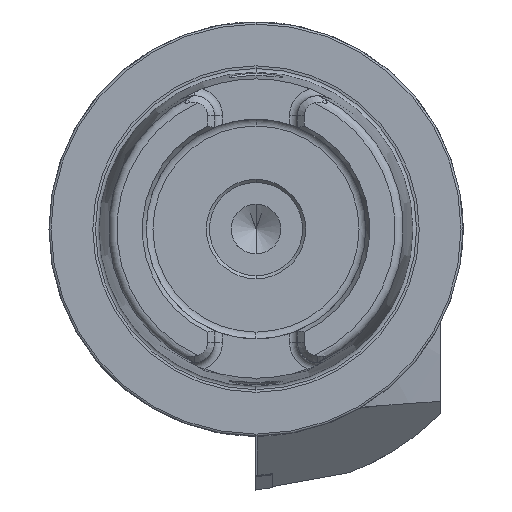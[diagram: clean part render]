
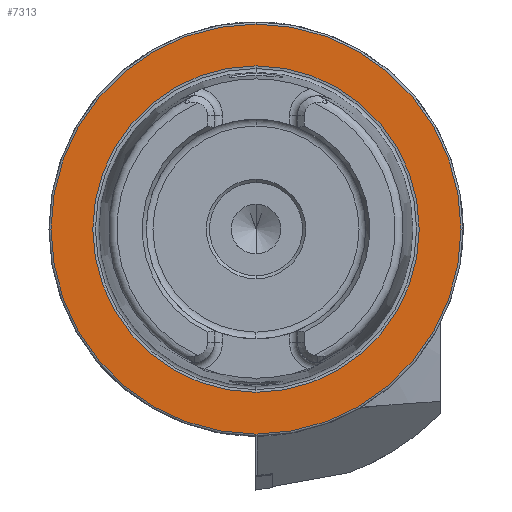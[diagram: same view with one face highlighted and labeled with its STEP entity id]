
A CAD part, left-side view. The second image highlights one B-rep face of the part: STEP entity #7313.
In plain terms, the highlighted planar face has unit normal (-1, 0, 0).
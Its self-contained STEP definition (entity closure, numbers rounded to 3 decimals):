
#432 = ORIENTED_EDGE ( 'NONE', *, *, #10984, .F. ) ;
#468 = EDGE_LOOP ( 'NONE', ( #664, #577 ) ) ;
#485 = EDGE_LOOP ( 'NONE', ( #432, #629 ) ) ;
#577 = ORIENTED_EDGE ( 'NONE', *, *, #10985, .T. ) ;
#629 = ORIENTED_EDGE ( 'NONE', *, *, #3761, .F. ) ;
#664 = ORIENTED_EDGE ( 'NONE', *, *, #3722, .T. ) ;
#1446 = AXIS2_PLACEMENT_3D ( 'NONE', #2573, #2568, #2567 ) ;
#1901 = AXIS2_PLACEMENT_3D ( 'NONE', #3135, #3136, #3137 ) ;
#1909 = AXIS2_PLACEMENT_3D ( 'NONE', #3131, #3132, #3133 ) ;
#2567 = DIRECTION ( 'NONE',  ( 0., 0., -1. ) ) ;
#2568 = DIRECTION ( 'NONE',  ( 1., 0., 0. ) ) ;
#2570 = PLANE ( 'NONE',  #1446 ) ;
#2573 = CARTESIAN_POINT ( 'NONE',  ( 0., 49.5, 0. ) ) ;
#3131 = CARTESIAN_POINT ( 'NONE',  ( 0., 0., 0. ) ) ;
#3132 = DIRECTION ( 'NONE',  ( -1., 0., 0. ) ) ;
#3133 = DIRECTION ( 'NONE',  ( 0., 0., 1. ) ) ;
#3135 = CARTESIAN_POINT ( 'NONE',  ( 0., 0., 0. ) ) ;
#3136 = DIRECTION ( 'NONE',  ( -1., 0., 0. ) ) ;
#3137 = DIRECTION ( 'NONE',  ( 0., 0., 1. ) ) ;
#3173 = CARTESIAN_POINT ( 'NONE',  ( 0., 0., -49.5 ) ) ;
#3175 = CARTESIAN_POINT ( 'NONE',  ( 0., 0., 49.5 ) ) ;
#3560 = CIRCLE ( 'NONE', #1901, 49.5 ) ;
#3561 = CIRCLE ( 'NONE', #1909, 39.405 ) ;
#3722 = EDGE_CURVE ( 'NONE', #11077, #11075, #5210, .T. ) ;
#3761 = EDGE_CURVE ( 'NONE', #9941, #10002, #7520, .T. ) ;
#4176 = FACE_BOUND ( 'NONE', #485, .T. ) ;
#4181 = FACE_OUTER_BOUND ( 'NONE', #468, .T. ) ;
#4724 = CARTESIAN_POINT ( 'NONE',  ( 0., 0., -39.405 ) ) ;
#4785 = CARTESIAN_POINT ( 'NONE',  ( 0., 0., 39.405 ) ) ;
#5210 = CIRCLE ( 'NONE', #5844, 49.5 ) ;
#5836 = AXIS2_PLACEMENT_3D ( 'NONE', #10123, #10122, #10121 ) ;
#5844 = AXIS2_PLACEMENT_3D ( 'NONE', #9906, #9903, #9898 ) ;
#7313 = ADVANCED_FACE ( 'NONE', ( #4176, #4181 ), #2570, .F. ) ;
#7520 = CIRCLE ( 'NONE', #5836, 39.405 ) ;
#9898 = DIRECTION ( 'NONE',  ( 0., 0., 1. ) ) ;
#9903 = DIRECTION ( 'NONE',  ( -1., 0., 0. ) ) ;
#9906 = CARTESIAN_POINT ( 'NONE',  ( 0., 0., 0. ) ) ;
#9941 = VERTEX_POINT ( 'NONE', #4724 ) ;
#10002 = VERTEX_POINT ( 'NONE', #4785 ) ;
#10121 = DIRECTION ( 'NONE',  ( 0., 0., 1. ) ) ;
#10122 = DIRECTION ( 'NONE',  ( -1., 0., 0. ) ) ;
#10123 = CARTESIAN_POINT ( 'NONE',  ( 0., 0., 0. ) ) ;
#10984 = EDGE_CURVE ( 'NONE', #10002, #9941, #3561, .T. ) ;
#10985 = EDGE_CURVE ( 'NONE', #11075, #11077, #3560, .T. ) ;
#11075 = VERTEX_POINT ( 'NONE', #3173 ) ;
#11077 = VERTEX_POINT ( 'NONE', #3175 ) ;
